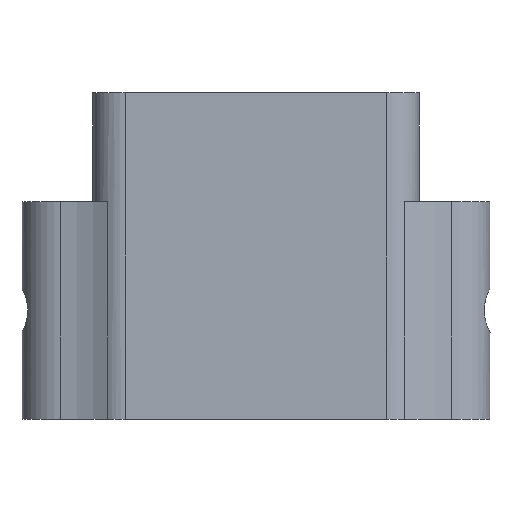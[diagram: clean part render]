
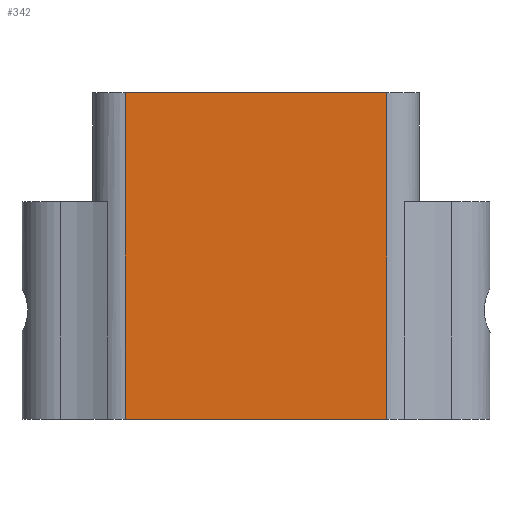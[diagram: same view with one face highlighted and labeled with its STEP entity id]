
A CAD part, front view. The second image highlights one B-rep face of the part: STEP entity #342.
In plain terms, the highlighted planar face has unit normal (0, -1, 0).
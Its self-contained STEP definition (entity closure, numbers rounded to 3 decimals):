
#29 = EDGE_CURVE ( 'NONE', #637, #1957, #1252, .T. ) ;
#88 = DIRECTION ( 'NONE',  ( 0., 1., 0. ) ) ;
#133 = DIRECTION ( 'NONE',  ( 1., 0., 0. ) ) ;
#178 = DIRECTION ( 'NONE',  ( 0., 0., 1. ) ) ;
#188 = ORIENTED_EDGE ( 'NONE', *, *, #2013, .T. ) ;
#238 = CARTESIAN_POINT ( 'NONE',  ( -12., -6., 30. ) ) ;
#249 = VERTEX_POINT ( 'NONE', #238 ) ;
#256 = CARTESIAN_POINT ( 'NONE',  ( -12., -6., 30. ) ) ;
#336 = VECTOR ( 'NONE', #133, 1000. ) ;
#342 = ADVANCED_FACE ( 'NONE', ( #1034 ), #450, .F. ) ;
#450 = PLANE ( 'NONE',  #1818 ) ;
#563 = CARTESIAN_POINT ( 'NONE',  ( 12., -6., 30. ) ) ;
#637 = VERTEX_POINT ( 'NONE', #2267 ) ;
#659 = ORIENTED_EDGE ( 'NONE', *, *, #2406, .F. ) ;
#674 = DIRECTION ( 'NONE',  ( 0., 0., 1. ) ) ;
#784 = EDGE_CURVE ( 'NONE', #249, #637, #2303, .T. ) ;
#990 = DIRECTION ( 'NONE',  ( 0., 0., -1. ) ) ;
#1034 = FACE_OUTER_BOUND ( 'NONE', #1768, .T. ) ;
#1080 = CARTESIAN_POINT ( 'NONE',  ( -15., -6., 0. ) ) ;
#1104 = VECTOR ( 'NONE', #990, 1000. ) ;
#1135 = DIRECTION ( 'NONE',  ( 1., 0., 0. ) ) ;
#1180 = LINE ( 'NONE', #563, #1276 ) ;
#1236 = VERTEX_POINT ( 'NONE', #1387 ) ;
#1252 = LINE ( 'NONE', #1080, #336 ) ;
#1276 = VECTOR ( 'NONE', #178, 1000. ) ;
#1313 = CARTESIAN_POINT ( 'NONE',  ( -15., -6., 30. ) ) ;
#1387 = CARTESIAN_POINT ( 'NONE',  ( 12., -6., 30. ) ) ;
#1716 = ORIENTED_EDGE ( 'NONE', *, *, #784, .T. ) ;
#1765 = CARTESIAN_POINT ( 'NONE',  ( 12., -6., 0. ) ) ;
#1768 = EDGE_LOOP ( 'NONE', ( #659, #1716, #2040, #188 ) ) ;
#1805 = CARTESIAN_POINT ( 'NONE',  ( -15., -6., 30. ) ) ;
#1818 = AXIS2_PLACEMENT_3D ( 'NONE', #1805, #88, #674 ) ;
#1957 = VERTEX_POINT ( 'NONE', #1765 ) ;
#1975 = VECTOR ( 'NONE', #1135, 1000. ) ;
#2013 = EDGE_CURVE ( 'NONE', #1957, #1236, #1180, .T. ) ;
#2040 = ORIENTED_EDGE ( 'NONE', *, *, #29, .T. ) ;
#2102 = LINE ( 'NONE', #1313, #1975 ) ;
#2267 = CARTESIAN_POINT ( 'NONE',  ( -12., -6., 0. ) ) ;
#2303 = LINE ( 'NONE', #256, #1104 ) ;
#2406 = EDGE_CURVE ( 'NONE', #249, #1236, #2102, .T. ) ;
